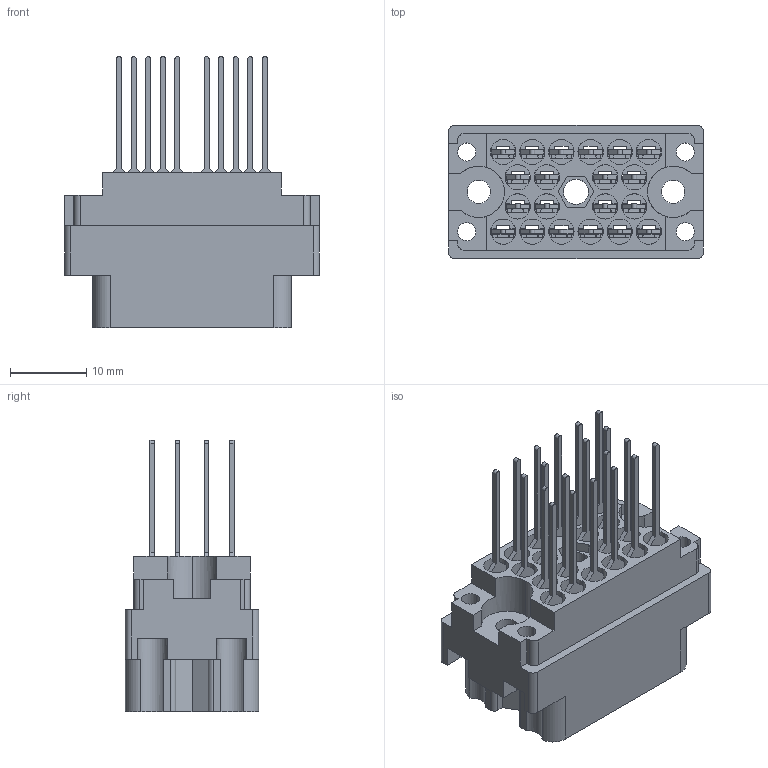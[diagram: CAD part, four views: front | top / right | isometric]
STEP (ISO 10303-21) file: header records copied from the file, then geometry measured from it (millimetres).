
FILE_DESCRIPTION (( 'STEP AP203' ), '1' );
FILE_NAME ('516-020-541-500.STEP', '2020-03-09T17:12:14', ( '' ), ( '' ), 'SwSTEP 2.0', 'SolidWorks 2016', '' );
FILE_SCHEMA (( 'CONFIG_CONTROL_DESIGN' ));
Length unit declared in the file: inch
Products named in the file (3): 516 Plug Insulator_020; 516-020-541-500; 516-292-001_541 Contact
Assembly tree (21 placements, depth 2):
  516-020-541-500
    516 Plug Insulator_020
    516-292-001_541 Contact  x20
Bounding box: 33.32 x 17.42 x 35.43 mm (x, y, z)
Volume: 5165.9 mm3; surface area: 10780.7 mm2
Topology: 21 solids, 21 shells, 2051 faces, 5953 edges, 3954 vertices
Faces by surface type: plane 1273, cylinder 656, bspline 120, cone 2
Entity records: 23873 total; most frequent: CARTESIAN_POINT 4325, ORIENTED_EDGE 4002, DIRECTION 3853, EDGE_CURVE 2001, LINE 1483, VECTOR 1483, VERTEX_POINT 1332, AXIS2_PLACEMENT_3D 1185
